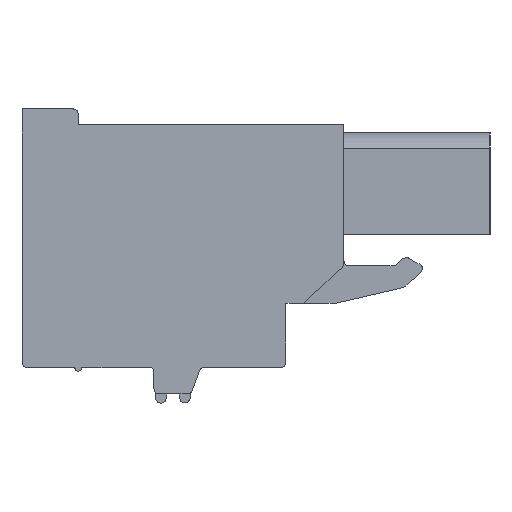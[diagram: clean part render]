
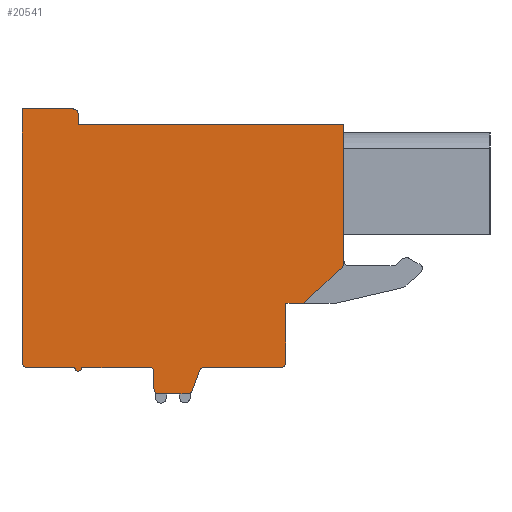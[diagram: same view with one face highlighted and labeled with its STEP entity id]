
A CAD part, left-side view. The second image highlights one B-rep face of the part: STEP entity #20541.
In plain terms, the highlighted planar face has unit normal (-1, 0, 0).
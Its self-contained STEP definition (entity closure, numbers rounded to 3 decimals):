
#783=DIRECTION('',(0.,0.,1.));
#784=VECTOR('',#783,7.87);
#785=CARTESIAN_POINT('',(-97.14,-5.66,-0.91));
#786=LINE('',#785,#784);
#3694=CARTESIAN_POINT('',(-97.14,-5.36,-0.91));
#3695=DIRECTION('',(1.,0.,0.));
#3696=DIRECTION('',(0.,-1.,0.));
#3697=AXIS2_PLACEMENT_3D('',#3694,#3695,#3696);
#3699=DIRECTION('',(0.,0.731,-0.683));
#3700=VECTOR('',#3699,3.018);
#3701=CARTESIAN_POINT('',(-97.14,-5.565,-1.129));
#3702=LINE('',#3701,#3700);
#3703=DIRECTION('',(0.,1.,0.));
#3704=VECTOR('',#3703,1.);
#3705=CARTESIAN_POINT('',(-97.14,-3.36,-3.19));
#3706=LINE('',#3705,#3704);
#3707=DIRECTION('',(0.,0.,-1.));
#3708=VECTOR('',#3707,3.35);
#3709=CARTESIAN_POINT('',(-97.14,-2.36,-3.19));
#3710=LINE('',#3709,#3708);
#3711=CARTESIAN_POINT('',(-97.14,-2.06,-6.54));
#3712=DIRECTION('',(1.,0.,0.));
#3713=DIRECTION('',(0.,-1.,0.));
#3714=AXIS2_PLACEMENT_3D('',#3711,#3712,#3713);
#3716=DIRECTION('',(0.,1.,0.));
#3717=VECTOR('',#3716,4.34);
#3718=CARTESIAN_POINT('',(-97.14,-2.06,-6.84));
#3719=LINE('',#3718,#3717);
#3720=CARTESIAN_POINT('',(-97.14,2.28,-7.14));
#3721=DIRECTION('',(-1.,0.,0.));
#3722=DIRECTION('',(0.,0.,1.));
#3723=AXIS2_PLACEMENT_3D('',#3720,#3721,#3722);
#3725=DIRECTION('',(0.,0.345,-0.939));
#3726=VECTOR('',#3725,1.179);
#3727=CARTESIAN_POINT('',(-97.14,2.562,-7.037));
#3728=LINE('',#3727,#3726);
#3729=CARTESIAN_POINT('',(-97.14,3.25,-8.04));
#3730=DIRECTION('',(1.,0.,0.));
#3731=DIRECTION('',(0.,-0.939,-0.345));
#3732=AXIS2_PLACEMENT_3D('',#3729,#3730,#3731);
#3734=DIRECTION('',(0.,1.,0.));
#3735=VECTOR('',#3734,1.59);
#3736=CARTESIAN_POINT('',(-97.14,3.25,-8.34));
#3737=LINE('',#3736,#3735);
#3738=CARTESIAN_POINT('',(-97.14,4.84,-8.04));
#3739=DIRECTION('',(1.,0.,0.));
#3740=DIRECTION('',(0.,0.,-1.));
#3741=AXIS2_PLACEMENT_3D('',#3738,#3739,#3740);
#3743=DIRECTION('',(0.,0.,1.));
#3744=VECTOR('',#3743,1.);
#3745=CARTESIAN_POINT('',(-97.14,5.14,-8.04));
#3746=LINE('',#3745,#3744);
#3747=CARTESIAN_POINT('',(-97.14,5.34,-7.04));
#3748=DIRECTION('',(-1.,0.,0.));
#3749=DIRECTION('',(0.,-1.,0.));
#3750=AXIS2_PLACEMENT_3D('',#3747,#3748,#3749);
#3752=DIRECTION('',(0.,1.,0.));
#3753=VECTOR('',#3752,3.9);
#3754=CARTESIAN_POINT('',(-97.14,5.34,-6.84));
#3755=LINE('',#3754,#3753);
#3756=CARTESIAN_POINT('',(-97.14,9.44,-6.84));
#3757=DIRECTION('',(1.,0.,0.));
#3758=DIRECTION('',(0.,-1.,0.));
#3759=AXIS2_PLACEMENT_3D('',#3756,#3757,#3758);
#3761=DIRECTION('',(0.,1.,0.));
#3762=VECTOR('',#3761,2.7);
#3763=CARTESIAN_POINT('',(-97.14,9.64,-6.84));
#3764=LINE('',#3763,#3762);
#3765=CARTESIAN_POINT('',(-97.14,12.34,-6.54));
#3766=DIRECTION('',(1.,0.,0.));
#3767=DIRECTION('',(0.,0.,-1.));
#3768=AXIS2_PLACEMENT_3D('',#3765,#3766,#3767);
#3770=DIRECTION('',(0.,0.,1.));
#3771=VECTOR('',#3770,14.4);
#3772=CARTESIAN_POINT('',(-97.14,12.64,-6.54));
#3773=LINE('',#3772,#3771);
#3774=DIRECTION('',(0.,-1.,0.));
#3775=VECTOR('',#3774,2.9);
#3776=CARTESIAN_POINT('',(-97.14,12.64,7.86));
#3777=LINE('',#3776,#3775);
#3778=CARTESIAN_POINT('',(-97.14,9.74,7.56));
#3779=DIRECTION('',(1.,0.,0.));
#3780=DIRECTION('',(0.,0.,1.));
#3781=AXIS2_PLACEMENT_3D('',#3778,#3779,#3780);
#3783=DIRECTION('',(0.,0.,-1.));
#3784=VECTOR('',#3783,0.6);
#3785=CARTESIAN_POINT('',(-97.14,9.44,7.56));
#3786=LINE('',#3785,#3784);
#3787=DIRECTION('',(0.,-1.,0.));
#3788=VECTOR('',#3787,15.1);
#3789=CARTESIAN_POINT('',(-97.14,9.44,6.96));
#3790=LINE('',#3789,#3788);
#11711=CARTESIAN_POINT('',(-97.14,9.44,6.96));
#11712=CARTESIAN_POINT('',(-97.14,-5.66,6.96));
#11713=VERTEX_POINT('',#11711);
#11714=VERTEX_POINT('',#11712);
#11715=CARTESIAN_POINT('',(-97.14,-5.66,-0.91));
#11716=CARTESIAN_POINT('',(-97.14,-5.565,-1.129));
#11717=VERTEX_POINT('',#11715);
#11718=VERTEX_POINT('',#11716);
#11719=CARTESIAN_POINT('',(-97.14,-3.36,-3.19));
#11720=VERTEX_POINT('',#11719);
#11721=CARTESIAN_POINT('',(-97.14,-2.36,-3.19));
#11722=VERTEX_POINT('',#11721);
#11723=CARTESIAN_POINT('',(-97.14,-2.36,-6.54));
#11724=VERTEX_POINT('',#11723);
#11725=CARTESIAN_POINT('',(-97.14,-2.06,-6.84));
#11726=VERTEX_POINT('',#11725);
#11727=CARTESIAN_POINT('',(-97.14,2.28,-6.84));
#11728=VERTEX_POINT('',#11727);
#11729=CARTESIAN_POINT('',(-97.14,2.562,-7.037));
#11730=VERTEX_POINT('',#11729);
#11731=CARTESIAN_POINT('',(-97.14,2.968,-8.143));
#11732=VERTEX_POINT('',#11731);
#11733=CARTESIAN_POINT('',(-97.14,3.25,-8.34));
#11734=VERTEX_POINT('',#11733);
#11735=CARTESIAN_POINT('',(-97.14,4.84,-8.34));
#11736=VERTEX_POINT('',#11735);
#11737=CARTESIAN_POINT('',(-97.14,5.14,-8.04));
#11738=VERTEX_POINT('',#11737);
#11739=CARTESIAN_POINT('',(-97.14,5.14,-7.04));
#11740=VERTEX_POINT('',#11739);
#11741=CARTESIAN_POINT('',(-97.14,5.34,-6.84));
#11742=VERTEX_POINT('',#11741);
#11743=CARTESIAN_POINT('',(-97.14,9.24,-6.84));
#11744=VERTEX_POINT('',#11743);
#11745=CARTESIAN_POINT('',(-97.14,9.64,-6.84));
#11746=VERTEX_POINT('',#11745);
#11747=CARTESIAN_POINT('',(-97.14,12.34,-6.84));
#11748=VERTEX_POINT('',#11747);
#11749=CARTESIAN_POINT('',(-97.14,12.64,-6.54));
#11750=VERTEX_POINT('',#11749);
#11751=CARTESIAN_POINT('',(-97.14,12.64,7.86));
#11752=VERTEX_POINT('',#11751);
#11753=CARTESIAN_POINT('',(-97.14,9.74,7.86));
#11754=VERTEX_POINT('',#11753);
#11755=CARTESIAN_POINT('',(-97.14,9.44,7.56));
#11756=VERTEX_POINT('',#11755);
#20492=CARTESIAN_POINT('',(-97.14,0.,0.));
#20493=DIRECTION('',(1.,0.,0.));
#20494=DIRECTION('',(0.,-1.,0.));
#20495=AXIS2_PLACEMENT_3D('',#20492,#20493,#20494);
#20496=PLANE('',#20495);
#20497=ORIENTED_EDGE('',*,*,#15388,.F.);
#20498=ORIENTED_EDGE('',*,*,#20472,.T.);
#20499=ORIENTED_EDGE('',*,*,#20398,.T.);
#20500=ORIENTED_EDGE('',*,*,#20372,.T.);
#20502=ORIENTED_EDGE('',*,*,#20501,.T.);
#20504=ORIENTED_EDGE('',*,*,#20503,.T.);
#20506=ORIENTED_EDGE('',*,*,#20505,.T.);
#20508=ORIENTED_EDGE('',*,*,#20507,.T.);
#20510=ORIENTED_EDGE('',*,*,#20509,.T.);
#20512=ORIENTED_EDGE('',*,*,#20511,.T.);
#20514=ORIENTED_EDGE('',*,*,#20513,.T.);
#20516=ORIENTED_EDGE('',*,*,#20515,.T.);
#20518=ORIENTED_EDGE('',*,*,#20517,.T.);
#20520=ORIENTED_EDGE('',*,*,#20519,.T.);
#20522=ORIENTED_EDGE('',*,*,#20521,.T.);
#20524=ORIENTED_EDGE('',*,*,#20523,.T.);
#20526=ORIENTED_EDGE('',*,*,#20525,.T.);
#20528=ORIENTED_EDGE('',*,*,#20527,.T.);
#20530=ORIENTED_EDGE('',*,*,#20529,.T.);
#20532=ORIENTED_EDGE('',*,*,#20531,.T.);
#20534=ORIENTED_EDGE('',*,*,#20533,.T.);
#20536=ORIENTED_EDGE('',*,*,#20535,.T.);
#20538=ORIENTED_EDGE('',*,*,#20537,.T.);
#20539=EDGE_LOOP('',(#20497,#20498,#20499,#20500,#20502,#20504,#20506,#20508,
#20510,#20512,#20514,#20516,#20518,#20520,#20522,#20524,#20526,#20528,#20530,
#20532,#20534,#20536,#20538));
#20540=FACE_OUTER_BOUND('',#20539,.F.);
#20541=ADVANCED_FACE('',(#20540),#20496,.F.);
#3698=CIRCLE('',#3697,0.3);
#3715=CIRCLE('',#3714,0.3);
#3724=CIRCLE('',#3723,0.3);
#3733=CIRCLE('',#3732,0.3);
#3742=CIRCLE('',#3741,0.3);
#3751=CIRCLE('',#3750,0.2);
#3760=CIRCLE('',#3759,0.2);
#3769=CIRCLE('',#3768,0.3);
#3782=CIRCLE('',#3781,0.3);
#15388=EDGE_CURVE('',#11717,#11714,#786,.T.);
#20372=EDGE_CURVE('',#11720,#11722,#3706,.T.);
#20398=EDGE_CURVE('',#11718,#11720,#3702,.T.);
#20472=EDGE_CURVE('',#11717,#11718,#3698,.T.);
#20501=EDGE_CURVE('',#11722,#11724,#3710,.T.);
#20503=EDGE_CURVE('',#11724,#11726,#3715,.T.);
#20505=EDGE_CURVE('',#11726,#11728,#3719,.T.);
#20507=EDGE_CURVE('',#11728,#11730,#3724,.T.);
#20509=EDGE_CURVE('',#11730,#11732,#3728,.T.);
#20511=EDGE_CURVE('',#11732,#11734,#3733,.T.);
#20513=EDGE_CURVE('',#11734,#11736,#3737,.T.);
#20515=EDGE_CURVE('',#11736,#11738,#3742,.T.);
#20517=EDGE_CURVE('',#11738,#11740,#3746,.T.);
#20519=EDGE_CURVE('',#11740,#11742,#3751,.T.);
#20521=EDGE_CURVE('',#11742,#11744,#3755,.T.);
#20523=EDGE_CURVE('',#11744,#11746,#3760,.T.);
#20525=EDGE_CURVE('',#11746,#11748,#3764,.T.);
#20527=EDGE_CURVE('',#11748,#11750,#3769,.T.);
#20529=EDGE_CURVE('',#11750,#11752,#3773,.T.);
#20531=EDGE_CURVE('',#11752,#11754,#3777,.T.);
#20533=EDGE_CURVE('',#11754,#11756,#3782,.T.);
#20535=EDGE_CURVE('',#11756,#11713,#3786,.T.);
#20537=EDGE_CURVE('',#11713,#11714,#3790,.T.);
